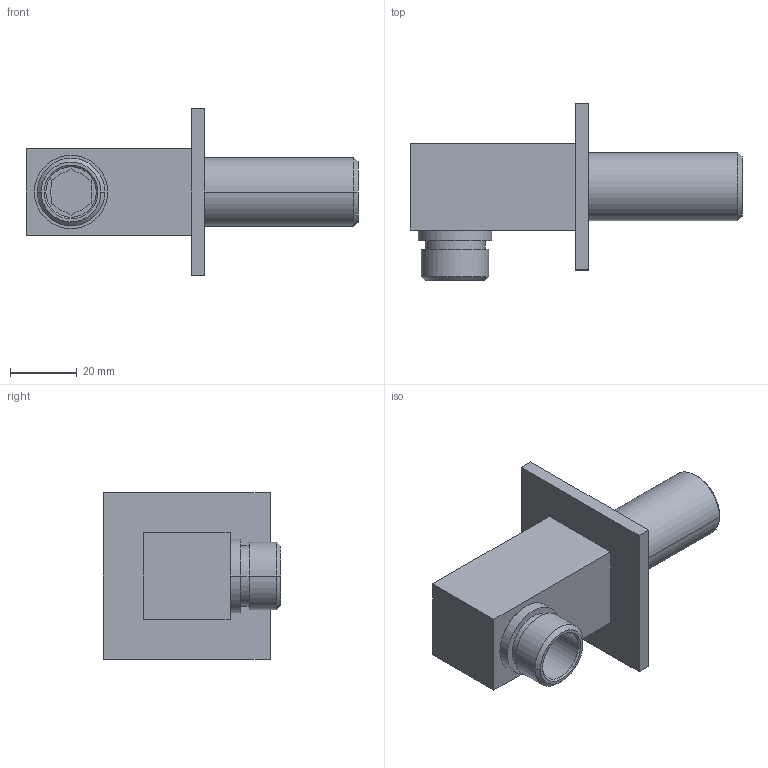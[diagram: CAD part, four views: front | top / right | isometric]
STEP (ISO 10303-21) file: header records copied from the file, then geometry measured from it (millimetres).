
FILE_DESCRIPTION((''),'2;1');
FILE_NAME('A4FT0030_ASM','2020-02-26T',('Administrator'),(''),'PRO/ENGINEER BY PARAMETRIC TECHNOLOGY CORPORATION, 2009360','PRO/ENGINEER BY PARAMETRIC TECHNOLOGY CORPORATION, 2009360','');
FILE_SCHEMA(('AUTOMOTIVE_DESIGN_CC2 { 1 2 10303 214 -1 1 5 2 }'));
Length unit declared in the file: millimetre
Products named in the file (5): P0013; N0007-SPH; N0012; F0042; A4FT0030_ASM
Assembly tree (4 placements, depth 2):
  A4FT0030_ASM
    P0013
    N0007-SPH
    N0012
    F0042
Bounding box: 99.5 x 53.2 x 50 mm (x, y, z)
Volume: 37741.4 mm3; surface area: 24908.3 mm2
Topology: 4 solids, 4 shells, 125 faces, 289 edges, 186 vertices
Faces by surface type: plane 55, cylinder 52, cone 18
Entity records: 3908 total; most frequent: CARTESIAN_POINT 775, DIRECTION 651, ORIENTED_EDGE 578, EDGE_CURVE 289, AXIS2_PLACEMENT_3D 254, VERTEX_POINT 186, EDGE_LOOP 147, VECTOR 143
